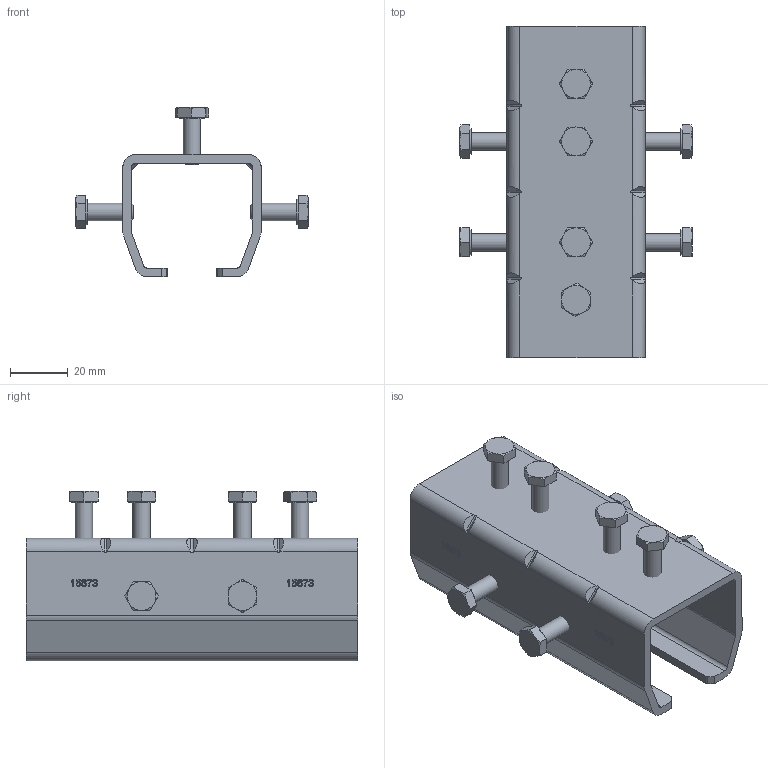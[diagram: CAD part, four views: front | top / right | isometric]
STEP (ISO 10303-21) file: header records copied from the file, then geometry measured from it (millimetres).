
FILE_DESCRIPTION(/* description */ ('Manchon de raccordement'),/* implementation_level */ '2;1');
FILE_NAME(/* name */ '9031MXA4.stp',/* time_stamp */ '2019-08-23T08:55:54+02:00',/* author */ ('Marc'),/* organization */ (''),/* preprocessor_version */ 'ST-DEVELOPER v17.2',/* originating_system */ 'Autodesk Inventor 2019',/* authorisation */ '');
FILE_SCHEMA (('AUTOMOTIVE_DESIGN { 1 0 10303 214 3 1 1 }'));
Length unit declared in the file: millimetre
Products named in the file (3): 9031M; 15673; 04564
Assembly tree (9 placements, depth 2):
  9031M
    15673
    04564  x8
Bounding box: 80.77 x 115 x 58.89 mm (x, y, z)
Volume: 54069.6 mm3; surface area: 38624.4 mm2
Topology: 9 solids, 9 shells, 502 faces, 1296 edges, 858 vertices
Faces by surface type: plane 266, cylinder 94, bspline 86, cone 56
Full cylindrical faces by diameter (mm): 1.151 x2, 1.25 x2, 4.917 x8, 6 x8, 8.88 x8
Entity records: 12576 total; most frequent: CARTESIAN_POINT 3539, ORIENTED_EDGE 2004, DIRECTION 1561, EDGE_CURVE 1002, VERTEX_POINT 669, LINE 617, VECTOR 617, AXIS2_PLACEMENT_3D 472
